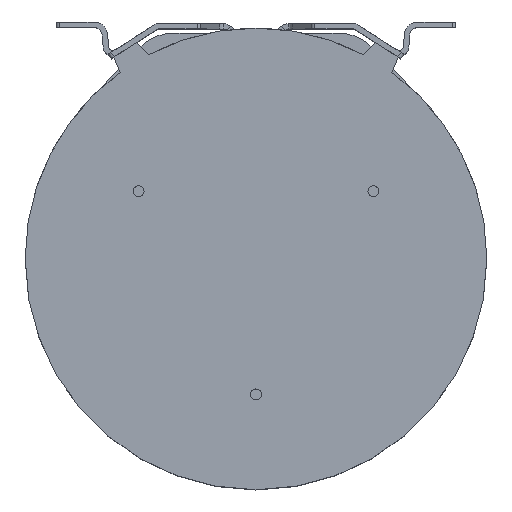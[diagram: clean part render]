
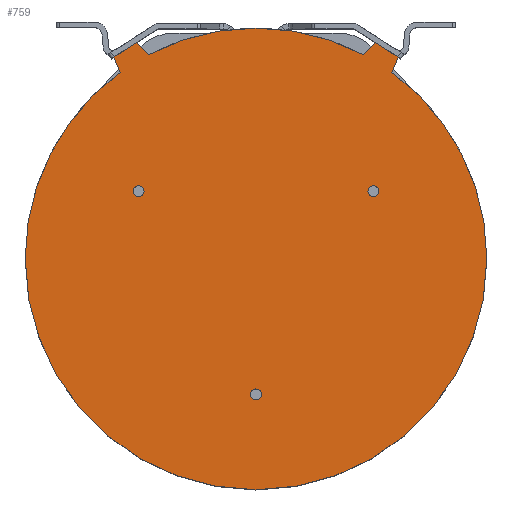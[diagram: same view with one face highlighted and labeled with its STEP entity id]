
A CAD part, top view. The second image highlights one B-rep face of the part: STEP entity #759.
In plain terms, the highlighted planar face has unit normal (0, 0, 1).
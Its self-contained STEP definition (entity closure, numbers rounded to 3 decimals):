
#518=CIRCLE('',#4407,4.);
#520=CIRCLE('',#4410,4.);
#522=CIRCLE('',#4413,4.);
#524=CIRCLE('',#4416,170.35);
#526=CIRCLE('',#4418,170.35);
#528=CIRCLE('',#4420,170.35);
#556=CIRCLE('',#4461,4.);
#557=CIRCLE('',#4462,4.);
#558=CIRCLE('',#4463,4.);
#559=CIRCLE('',#4464,170.35);
#759=ADVANCED_FACE('',(#1087,#1088,#1089,#1090),#976,.T.);
#976=PLANE('',#4465);
#1087=FACE_BOUND('',#1170,.T.);
#1088=FACE_BOUND('',#1171,.T.);
#1089=FACE_BOUND('',#1172,.T.);
#1090=FACE_BOUND('',#1173,.T.);
#1170=EDGE_LOOP('',(#1516,#1517));
#1171=EDGE_LOOP('',(#1518,#1519));
#1172=EDGE_LOOP('',(#1520,#1521));
#1173=EDGE_LOOP('',(#1522,#1523,#1524,#1525,#1526,#1527,#1528,#1529,#1530,
#1531));
#1516=ORIENTED_EDGE('',*,*,#3115,.T.);
#1517=ORIENTED_EDGE('',*,*,#3188,.T.);
#1518=ORIENTED_EDGE('',*,*,#3119,.T.);
#1519=ORIENTED_EDGE('',*,*,#3189,.T.);
#1520=ORIENTED_EDGE('',*,*,#3123,.T.);
#1521=ORIENTED_EDGE('',*,*,#3190,.T.);
#1522=ORIENTED_EDGE('',*,*,#3127,.T.);
#1523=ORIENTED_EDGE('',*,*,#3191,.T.);
#1524=ORIENTED_EDGE('',*,*,#3135,.T.);
#1525=ORIENTED_EDGE('',*,*,#3192,.T.);
#1526=ORIENTED_EDGE('',*,*,#3193,.T.);
#1527=ORIENTED_EDGE('',*,*,#3194,.T.);
#1528=ORIENTED_EDGE('',*,*,#3131,.T.);
#1529=ORIENTED_EDGE('',*,*,#3195,.T.);
#1530=ORIENTED_EDGE('',*,*,#3196,.T.);
#1531=ORIENTED_EDGE('',*,*,#3197,.T.);
#2696=VERTEX_POINT('',#6188);
#2697=VERTEX_POINT('',#6190);
#2700=VERTEX_POINT('',#6197);
#2701=VERTEX_POINT('',#6199);
#2704=VERTEX_POINT('',#6206);
#2705=VERTEX_POINT('',#6208);
#2708=VERTEX_POINT('',#6215);
#2709=VERTEX_POINT('',#6217);
#2712=VERTEX_POINT('',#6223);
#2713=VERTEX_POINT('',#6225);
#2716=VERTEX_POINT('',#6231);
#2717=VERTEX_POINT('',#6233);
#2768=VERTEX_POINT('',#6354);
#2769=VERTEX_POINT('',#6356);
#2770=VERTEX_POINT('',#6359);
#2771=VERTEX_POINT('',#6361);
#3115=EDGE_CURVE('',#2697,#2696,#518,.T.);
#3119=EDGE_CURVE('',#2701,#2700,#520,.T.);
#3123=EDGE_CURVE('',#2705,#2704,#522,.T.);
#3127=EDGE_CURVE('',#2709,#2708,#524,.T.);
#3131=EDGE_CURVE('',#2713,#2712,#526,.T.);
#3135=EDGE_CURVE('',#2717,#2716,#528,.T.);
#3188=EDGE_CURVE('',#2696,#2697,#556,.T.);
#3189=EDGE_CURVE('',#2700,#2701,#557,.T.);
#3190=EDGE_CURVE('',#2704,#2705,#558,.T.);
#3191=EDGE_CURVE('',#2708,#2717,#559,.T.);
#3192=EDGE_CURVE('',#2716,#2768,#3776,.T.);
#3193=EDGE_CURVE('',#2768,#2769,#3777,.T.);
#3194=EDGE_CURVE('',#2769,#2713,#3778,.T.);
#3195=EDGE_CURVE('',#2712,#2770,#3779,.T.);
#3196=EDGE_CURVE('',#2770,#2771,#3780,.T.);
#3197=EDGE_CURVE('',#2771,#2709,#3781,.T.);
#3776=LINE('',#6353,#4111);
#3777=LINE('',#6355,#4112);
#3778=LINE('',#6357,#4113);
#3779=LINE('',#6358,#4114);
#3780=LINE('',#6360,#4115);
#3781=LINE('',#6362,#4116);
#4111=VECTOR('',#5045,1.);
#4112=VECTOR('',#5046,1.);
#4113=VECTOR('',#5047,1.);
#4114=VECTOR('',#5048,1.);
#4115=VECTOR('',#5049,1.);
#4116=VECTOR('',#5050,1.);
#4407=AXIS2_PLACEMENT_3D('',#6189,#4894,#4895);
#4410=AXIS2_PLACEMENT_3D('',#6198,#4902,#4903);
#4413=AXIS2_PLACEMENT_3D('',#6207,#4910,#4911);
#4416=AXIS2_PLACEMENT_3D('',#6216,#4918,#4919);
#4418=AXIS2_PLACEMENT_3D('',#6224,#4924,#4925);
#4420=AXIS2_PLACEMENT_3D('',#6232,#4930,#4931);
#4461=AXIS2_PLACEMENT_3D('',#6349,#5037,#5038);
#4462=AXIS2_PLACEMENT_3D('',#6350,#5039,#5040);
#4463=AXIS2_PLACEMENT_3D('',#6351,#5041,#5042);
#4464=AXIS2_PLACEMENT_3D('',#6352,#5043,#5044);
#4465=AXIS2_PLACEMENT_3D('',#6363,#5051,#5052);
#4894=DIRECTION('',(0.,0.,-1.));
#4895=DIRECTION('',(-1.,0.,0.));
#4902=DIRECTION('',(0.,0.,-1.));
#4903=DIRECTION('',(-1.,0.,0.));
#4910=DIRECTION('',(0.,0.,-1.));
#4911=DIRECTION('',(-1.,0.,0.));
#4918=DIRECTION('',(0.,0.,1.));
#4919=DIRECTION('',(1.,0.,0.));
#4924=DIRECTION('',(0.,0.,1.));
#4925=DIRECTION('',(1.,0.,0.));
#4930=DIRECTION('',(0.,0.,1.));
#4931=DIRECTION('',(1.,0.,0.));
#5037=DIRECTION('',(0.,0.,-1.));
#5038=DIRECTION('',(-1.,0.,0.));
#5039=DIRECTION('',(0.,0.,-1.));
#5040=DIRECTION('',(-1.,0.,0.));
#5041=DIRECTION('',(0.,0.,-1.));
#5042=DIRECTION('',(-1.,0.,0.));
#5043=DIRECTION('',(0.,0.,1.));
#5044=DIRECTION('',(1.,0.,0.));
#5045=DIRECTION('',(0.386,0.922,0.));
#5046=DIRECTION('',(-0.841,0.541,0.));
#5047=DIRECTION('',(-0.679,-0.735,0.));
#5048=DIRECTION('',(-0.679,0.735,0.));
#5049=DIRECTION('',(-0.841,-0.541,0.));
#5050=DIRECTION('',(0.386,-0.922,0.));
#5051=DIRECTION('',(0.,0.,1.));
#5052=DIRECTION('',(-1.,0.,0.));
#6188=CARTESIAN_POINT('',(4.,-100.,122.54));
#6189=CARTESIAN_POINT('',(0.,-100.,122.54));
#6190=CARTESIAN_POINT('',(-4.,-100.,122.54));
#6197=CARTESIAN_POINT('',(-82.603,50.,122.54));
#6198=CARTESIAN_POINT('',(-86.603,50.,122.54));
#6199=CARTESIAN_POINT('',(-90.603,50.,122.54));
#6206=CARTESIAN_POINT('',(90.603,50.,122.54));
#6207=CARTESIAN_POINT('',(86.603,50.,122.54));
#6208=CARTESIAN_POINT('',(82.603,50.,122.54));
#6215=CARTESIAN_POINT('',(-170.35,0.,122.54));
#6216=CARTESIAN_POINT('',(0.,0.,122.54));
#6217=CARTESIAN_POINT('',(-100.2,137.764,122.54));
#6223=CARTESIAN_POINT('',(-79.595,150.611,122.54));
#6224=CARTESIAN_POINT('',(0.,0.,122.54));
#6225=CARTESIAN_POINT('',(79.595,150.611,122.54));
#6231=CARTESIAN_POINT('',(100.2,137.764,122.54));
#6232=CARTESIAN_POINT('',(0.,0.,122.54));
#6233=CARTESIAN_POINT('',(170.35,0.,122.54));
#6349=CARTESIAN_POINT('',(0.,-100.,122.54));
#6350=CARTESIAN_POINT('',(-86.603,50.,122.54));
#6351=CARTESIAN_POINT('',(86.603,50.,122.54));
#6352=CARTESIAN_POINT('',(0.,0.,122.54));
#6353=CARTESIAN_POINT('',(100.2,137.764,122.54));
#6354=CARTESIAN_POINT('',(104.897,148.975,122.54));
#6355=CARTESIAN_POINT('',(104.897,148.975,122.54));
#6356=CARTESIAN_POINT('',(88.073,159.789,122.54));
#6357=CARTESIAN_POINT('',(88.073,159.789,122.54));
#6358=CARTESIAN_POINT('',(-79.595,150.611,122.54));
#6359=CARTESIAN_POINT('',(-88.073,159.789,122.54));
#6360=CARTESIAN_POINT('',(-88.073,159.789,122.54));
#6361=CARTESIAN_POINT('',(-104.897,148.975,122.54));
#6362=CARTESIAN_POINT('',(-104.897,148.975,122.54));
#6363=CARTESIAN_POINT('',(0.,0.,122.54));
